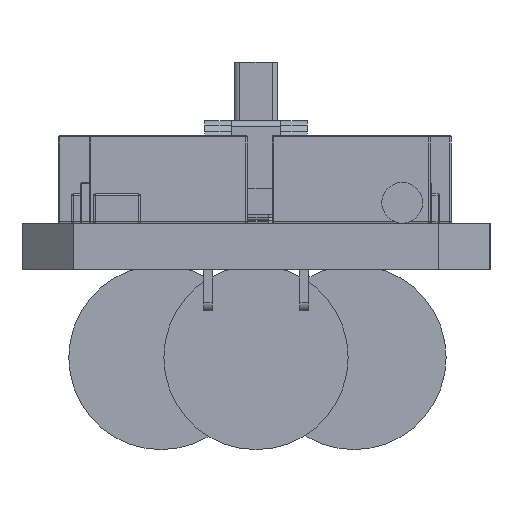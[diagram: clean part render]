
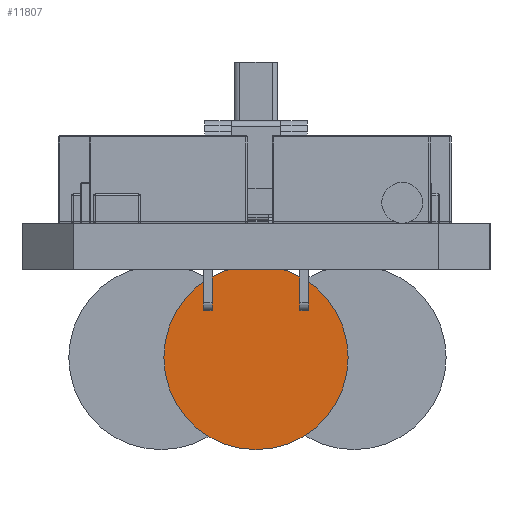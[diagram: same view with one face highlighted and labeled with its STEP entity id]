
A CAD part, left-side view. The second image highlights one B-rep face of the part: STEP entity #11807.
In plain terms, the highlighted face is planar.
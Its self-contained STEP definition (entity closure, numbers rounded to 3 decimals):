
#11779 = VERTEX_POINT('',#11780);
#11780 = CARTESIAN_POINT('',(3.15,0.,11.));
#11786 = EDGE_CURVE('',#11779,#11779,#11787,.T.);
#11787 = CIRCLE('',#11788,3.15);
#11788 = AXIS2_PLACEMENT_3D('',#11789,#11790,#11791);
#11789 = CARTESIAN_POINT('',(0.,0.,11.));
#11790 = DIRECTION('',(0.,0.,1.));
#11791 = DIRECTION('',(1.,0.,0.));
#11807 = ADVANCED_FACE('',(#11808),#11811,.F.);
#11808 = FACE_BOUND('',#11809,.T.);
#11809 = EDGE_LOOP('',(#11810));
#11810 = ORIENTED_EDGE('',*,*,#11786,.T.);
#11811 = PLANE('',#11812);
#11812 = AXIS2_PLACEMENT_3D('',#11813,#11814,#11815);
#11813 = CARTESIAN_POINT('',(3.15,0.,11.));
#11814 = DIRECTION('',(0.,0.,-1.));
#11815 = DIRECTION('',(-1.,0.,0.));
